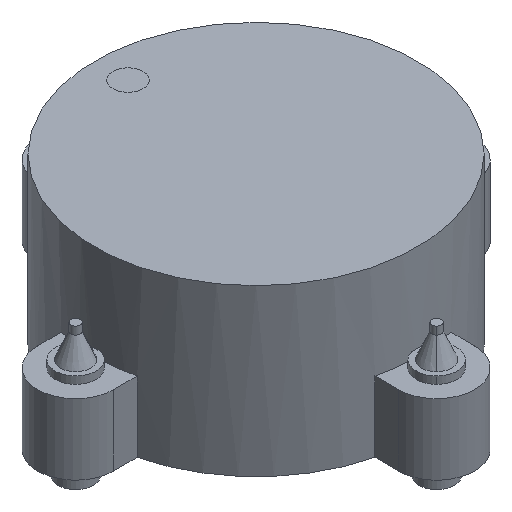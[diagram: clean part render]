
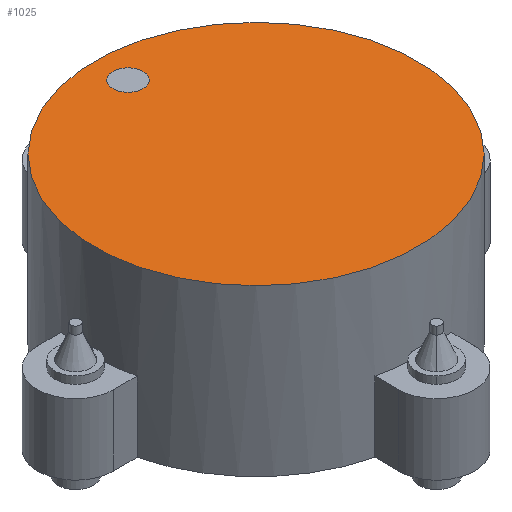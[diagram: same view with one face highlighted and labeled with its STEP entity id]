
A CAD part, isometric view. The second image highlights one B-rep face of the part: STEP entity #1025.
In plain terms, the highlighted planar face has unit normal (0, 0, 1).
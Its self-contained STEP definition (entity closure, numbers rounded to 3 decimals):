
#881 = VERTEX_POINT('',#882);
#882 = CARTESIAN_POINT('',(-3.235,3.235,5.33));
#888 = EDGE_CURVE('',#889,#881,#891,.T.);
#889 = VERTEX_POINT('',#890);
#890 = CARTESIAN_POINT('',(3.235,-3.235,5.33));
#891 = CIRCLE('',#892,4.575);
#892 = AXIS2_PLACEMENT_3D('',#893,#894,#895);
#893 = CARTESIAN_POINT('',(0.,0.,
    5.33));
#894 = DIRECTION('',(0.,0.,1.));
#895 = DIRECTION('',(0.707,-0.707,0.)
  );
#1025 = ADVANCED_FACE('',(#1026,#1036),#1056,.T.);
#1026 = FACE_BOUND('',#1027,.T.);
#1027 = EDGE_LOOP('',(#1028,#1029));
#1028 = ORIENTED_EDGE('',*,*,#888,.T.);
#1029 = ORIENTED_EDGE('',*,*,#1030,.T.);
#1030 = EDGE_CURVE('',#881,#889,#1031,.T.);
#1031 = CIRCLE('',#1032,4.575);
#1032 = AXIS2_PLACEMENT_3D('',#1033,#1034,#1035);
#1033 = CARTESIAN_POINT('',(0.,0.,
    5.33));
#1034 = DIRECTION('',(0.,0.,1.));
#1035 = DIRECTION('',(0.707,-0.707,0.
    ));
#1036 = FACE_BOUND('',#1037,.T.);
#1037 = EDGE_LOOP('',(#1038,#1049));
#1038 = ORIENTED_EDGE('',*,*,#1039,.T.);
#1039 = EDGE_CURVE('',#1040,#1042,#1044,.T.);
#1040 = VERTEX_POINT('',#1041);
#1041 = CARTESIAN_POINT('',(0.301,3.332,5.33));
#1042 = VERTEX_POINT('',#1043);
#1043 = CARTESIAN_POINT('',(-0.301,3.934,5.33));
#1044 = CIRCLE('',#1045,0.426);
#1045 = AXIS2_PLACEMENT_3D('',#1046,#1047,#1048);
#1046 = CARTESIAN_POINT('',(0.,3.633,5.33));
#1047 = DIRECTION('',(0.,0.,-1.));
#1048 = DIRECTION('',(0.707,-0.707,0.
    ));
#1049 = ORIENTED_EDGE('',*,*,#1050,.T.);
#1050 = EDGE_CURVE('',#1042,#1040,#1051,.T.);
#1051 = CIRCLE('',#1052,0.426);
#1052 = AXIS2_PLACEMENT_3D('',#1053,#1054,#1055);
#1053 = CARTESIAN_POINT('',(0.,3.633,5.33));
#1054 = DIRECTION('',(0.,0.,-1.));
#1055 = DIRECTION('',(0.707,-0.707,0.
    ));
#1056 = PLANE('',#1057);
#1057 = AXIS2_PLACEMENT_3D('',#1058,#1059,#1060);
#1058 = CARTESIAN_POINT('',(0.,0.,
    5.33));
#1059 = DIRECTION('',(0.,0.,1.));
#1060 = DIRECTION('',(0.707,-0.707,0.
    ));
